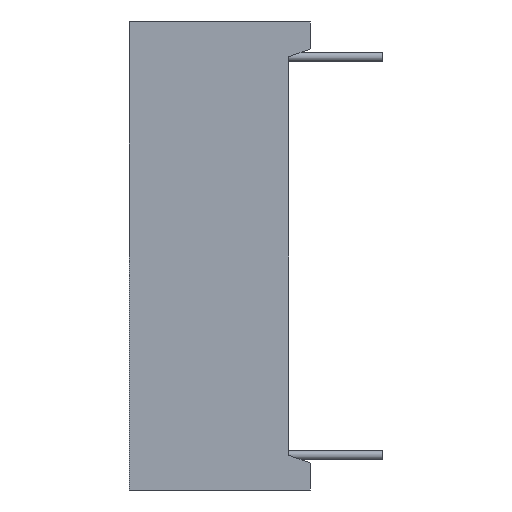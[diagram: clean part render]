
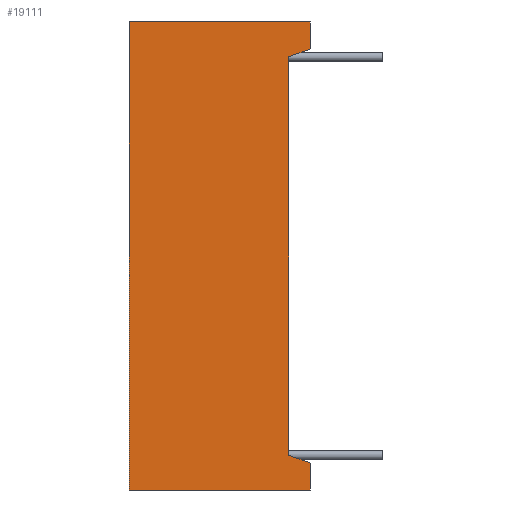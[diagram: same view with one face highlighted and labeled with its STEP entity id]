
A CAD part, left-side view. The second image highlights one B-rep face of the part: STEP entity #19111.
In plain terms, the highlighted planar face has unit normal (-1, 0, 0).
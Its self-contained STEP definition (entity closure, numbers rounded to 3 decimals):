
#1468 = LINE ( 'NONE', #1528, #1527 ) ;
#1469 = CARTESIAN_POINT ( 'NONE',  ( -17.9, -8.8, -11. ) ) ;
#1526 = DIRECTION ( 'NONE',  ( 0., -0.94, -0.342 ) ) ;
#1527 = VECTOR ( 'NONE', #1526, 1000. ) ;
#1528 = CARTESIAN_POINT ( 'NONE',  ( -17.9, -8.883, -11.03 ) ) ;
#1555 = CARTESIAN_POINT ( 'NONE',  ( -17.9, -10., -12.925 ) ) ;
#1556 = DIRECTION ( 'NONE',  ( 0., 0., 1. ) ) ;
#1557 = VECTOR ( 'NONE', #1556, 1000. ) ;
#1558 = CARTESIAN_POINT ( 'NONE',  ( -17.9, -10., 0. ) ) ;
#1559 = LINE ( 'NONE', #1558, #1557 ) ;
#1560 = CARTESIAN_POINT ( 'NONE',  ( -17.9, -10., -11.437 ) ) ;
#1870 = VECTOR ( 'NONE', #1935, 1000. ) ;
#1871 = CARTESIAN_POINT ( 'NONE',  ( -17.9, 0., 0. ) ) ;
#1872 = LINE ( 'NONE', #1871, #1870 ) ;
#1934 = CARTESIAN_POINT ( 'NONE',  ( -17.9, 0., 12.925 ) ) ;
#1935 = DIRECTION ( 'NONE',  ( 0., 0., 1. ) ) ;
#1958 = CARTESIAN_POINT ( 'NONE',  ( -17.9, 0., -12.925 ) ) ;
#2230 = DIRECTION ( 'NONE',  ( 0., 0., -1. ) ) ;
#2231 = VECTOR ( 'NONE', #2230, 1000. ) ;
#2232 = CARTESIAN_POINT ( 'NONE',  ( -17.9, -8.8, -21.7 ) ) ;
#2233 = LINE ( 'NONE', #2232, #2231 ) ;
#2234 = CARTESIAN_POINT ( 'NONE',  ( -17.9, -8.8, 11. ) ) ;
#2289 = CARTESIAN_POINT ( 'NONE',  ( -17.9, -10., 11.437 ) ) ;
#2325 = AXIS2_PLACEMENT_3D ( 'NONE', #2384, #2383, #2382 ) ;
#2327 = PLANE ( 'NONE',  #2325 ) ;
#2342 = FACE_OUTER_BOUND ( 'NONE', #19112, .T. ) ;
#2364 = DIRECTION ( 'NONE',  ( 0., 0., 1. ) ) ;
#2365 = VECTOR ( 'NONE', #2364, 1000. ) ;
#2366 = CARTESIAN_POINT ( 'NONE',  ( -17.9, -10., 0. ) ) ;
#2367 = LINE ( 'NONE', #2366, #2365 ) ;
#2369 = CARTESIAN_POINT ( 'NONE',  ( -17.9, -10., 12.925 ) ) ;
#2382 = DIRECTION ( 'NONE',  ( 0., 0., 1. ) ) ;
#2383 = DIRECTION ( 'NONE',  ( -1., 0., 0. ) ) ;
#2384 = CARTESIAN_POINT ( 'NONE',  ( -17.9, -10., 0. ) ) ;
#2467 = VECTOR ( 'NONE', #2521, 1000. ) ;
#2468 = CARTESIAN_POINT ( 'NONE',  ( -17.9, 5.065, 5.954 ) ) ;
#2469 = LINE ( 'NONE', #2468, #2467 ) ;
#2512 = DIRECTION ( 'NONE',  ( 0., 1., 0. ) ) ;
#2513 = VECTOR ( 'NONE', #2512, 1000. ) ;
#2514 = CARTESIAN_POINT ( 'NONE',  ( -17.9, -10., -12.925 ) ) ;
#2516 = LINE ( 'NONE', #2514, #2513 ) ;
#2517 = DIRECTION ( 'NONE',  ( 0., 1., 0. ) ) ;
#2518 = VECTOR ( 'NONE', #2517, 1000. ) ;
#2519 = CARTESIAN_POINT ( 'NONE',  ( -17.9, -10., 12.925 ) ) ;
#2520 = LINE ( 'NONE', #2519, #2518 ) ;
#2521 = DIRECTION ( 'NONE',  ( 0., 0.94, -0.342 ) ) ;
#18666 = VERTEX_POINT ( 'NONE', #1469 ) ;
#18668 = EDGE_CURVE ( 'NONE', #18666, #18676, #1468, .T. ) ;
#18676 = VERTEX_POINT ( 'NONE', #1560 ) ;
#18678 = EDGE_CURVE ( 'NONE', #18679, #18676, #1559, .T. ) ;
#18679 = VERTEX_POINT ( 'NONE', #1555 ) ;
#18849 = EDGE_CURVE ( 'NONE', #18878, #18850, #1872, .T. ) ;
#18850 = VERTEX_POINT ( 'NONE', #1934 ) ;
#18878 = VERTEX_POINT ( 'NONE', #1958 ) ;
#19052 = VERTEX_POINT ( 'NONE', #2234 ) ;
#19054 = EDGE_CURVE ( 'NONE', #19052, #18666, #2233, .T. ) ;
#19060 = VERTEX_POINT ( 'NONE', #2289 ) ;
#19111 = ADVANCED_FACE ( 'NONE', ( #2342 ), #2327, .T. ) ;
#19112 = EDGE_LOOP ( 'NONE', ( #19113, #19171, #19172, #19173, #19175, #19176, #19178, #19179 ) ) ;
#19113 = ORIENTED_EDGE ( 'NONE', *, *, #18678, .T. ) ;
#19121 = VERTEX_POINT ( 'NONE', #2369 ) ;
#19123 = EDGE_CURVE ( 'NONE', #19060, #19121, #2367, .T. ) ;
#19171 = ORIENTED_EDGE ( 'NONE', *, *, #18668, .F. ) ;
#19172 = ORIENTED_EDGE ( 'NONE', *, *, #19054, .F. ) ;
#19173 = ORIENTED_EDGE ( 'NONE', *, *, #19174, .F. ) ;
#19174 = EDGE_CURVE ( 'NONE', #19060, #19052, #2469, .T. ) ;
#19175 = ORIENTED_EDGE ( 'NONE', *, *, #19123, .T. ) ;
#19176 = ORIENTED_EDGE ( 'NONE', *, *, #19177, .T. ) ;
#19177 = EDGE_CURVE ( 'NONE', #19121, #18850, #2520, .T. ) ;
#19178 = ORIENTED_EDGE ( 'NONE', *, *, #18849, .F. ) ;
#19179 = ORIENTED_EDGE ( 'NONE', *, *, #19180, .F. ) ;
#19180 = EDGE_CURVE ( 'NONE', #18679, #18878, #2516, .T. ) ;
